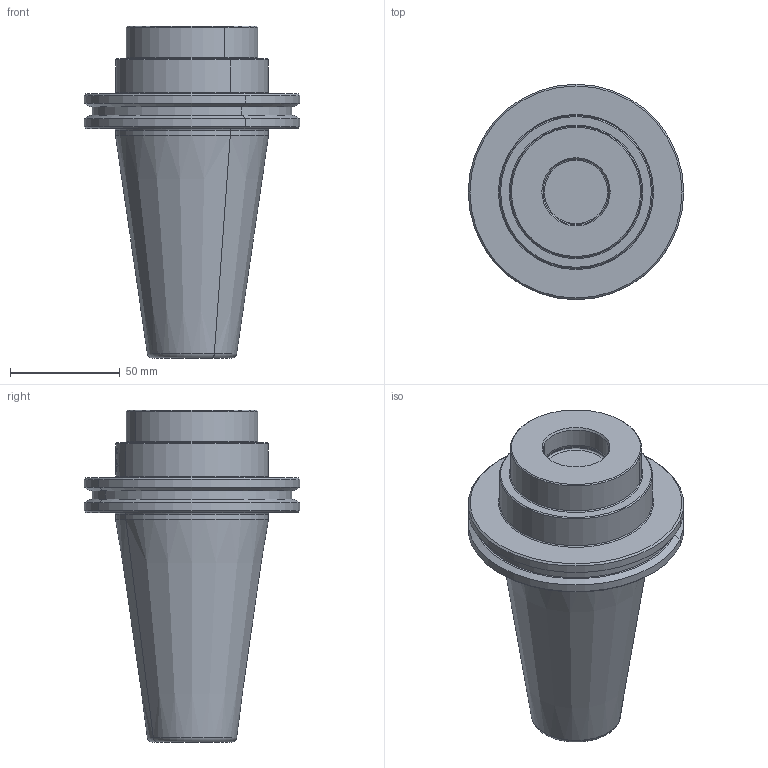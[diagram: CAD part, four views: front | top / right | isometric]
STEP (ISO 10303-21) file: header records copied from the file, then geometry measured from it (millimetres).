
FILE_DESCRIPTION((''),'2;1');
FILE_NAME('30320135-CD1','2012-09-19T',('brunnert'),(''),'PRO/ENGINEER BY PARAMETRIC TECHNOLOGY CORPORATION, 2011220','PRO/ENGINEER BY PARAMETRIC TECHNOLOGY CORPORATION, 2011220','');
FILE_SCHEMA(('AUTOMOTIVE_DESIGN_CC2 { 1 2 10303 214 -1 1 5 2 }'));
Length unit declared in the file: millimetre
Products named in the file (1): 30320135-CD1
Bounding box: 98.42 x 98.42 x 151.6 mm (x, y, z)
Volume: 469778.6 mm3; surface area: 44134.3 mm2
Topology: 1 solids, 1 shells, 505 faces, 1481 edges, 1012 vertices
Faces by surface type: plane 432, cylinder 36, cone 18, torus 12, extrusion 7
Entity records: 21719 total; most frequent: CARTESIAN_POINT 4755, ORIENTED_EDGE 2798, DIRECTION 1964, PRESENTATION_STYLE_ASSIGNMENT 1529, STYLED_ITEM 1515, CURVE_STYLE 1499, EDGE_CURVE 1399, VERTEX_POINT 922
